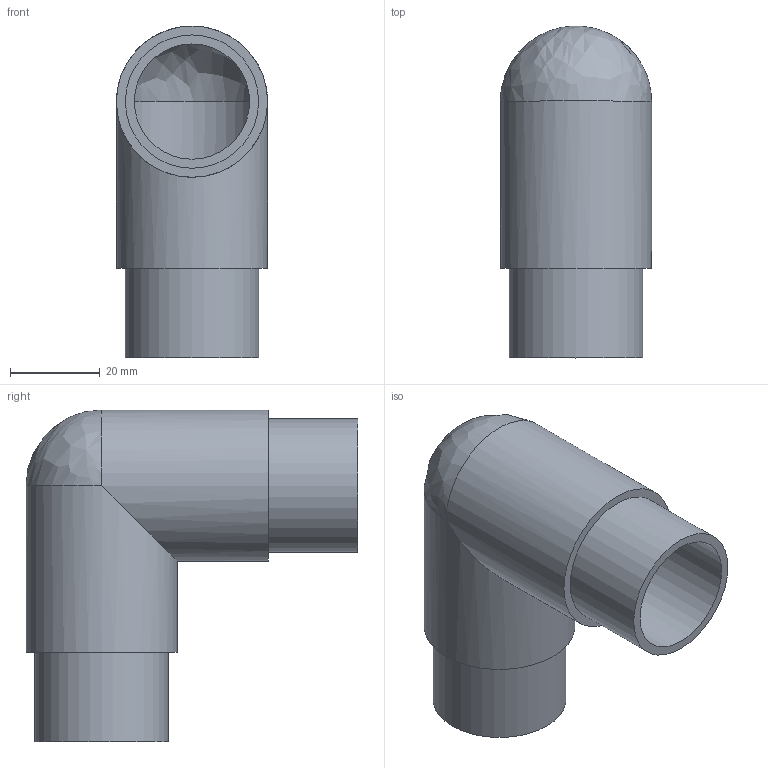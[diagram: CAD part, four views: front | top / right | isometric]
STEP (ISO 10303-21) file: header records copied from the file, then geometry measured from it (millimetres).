
FILE_DESCRIPTION(/* description */ (''),/* implementation_level */ '2;1');
FILE_NAME(/* name */ '43886.ipt.step',/* time_stamp */ '2022-07-18T12:58:06+02:00',/* author */ ('Abt. Technik'),/* organization */ (''),/* preprocessor_version */ 'ST-DEVELOPER v18.1',/* originating_system */ 'Autodesk Inventor 2022',/* authorisation */ '');
FILE_SCHEMA (('AUTOMOTIVE_DESIGN { 1 0 10303 214 3 1 1 }'));
Length unit declared in the file: millimetre
Products named in the file (1): 43886
Bounding box: 33.7 x 74 x 74 mm (x, y, z)
Volume: 22028.4 mm3; surface area: 22375.4 mm2
Topology: 1 solids, 1 shells, 16 faces, 30 edges, 16 vertices
Faces by surface type: cylinder 8, plane 6, bspline 2
Full cylindrical faces by diameter (mm): 25.7 x2, 29.7 x4, 33.7 x2
Entity records: 597 total; most frequent: CARTESIAN_POINT 239, DIRECTION 74, ORIENTED_EDGE 52, AXIS2_PLACEMENT_3D 33, EDGE_CURVE 26, EDGE_LOOP 22, FACE_OUTER_BOUND 16, VERTEX_POINT 16
